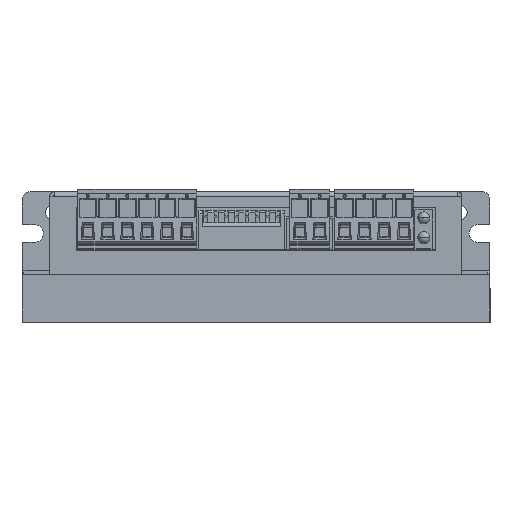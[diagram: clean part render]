
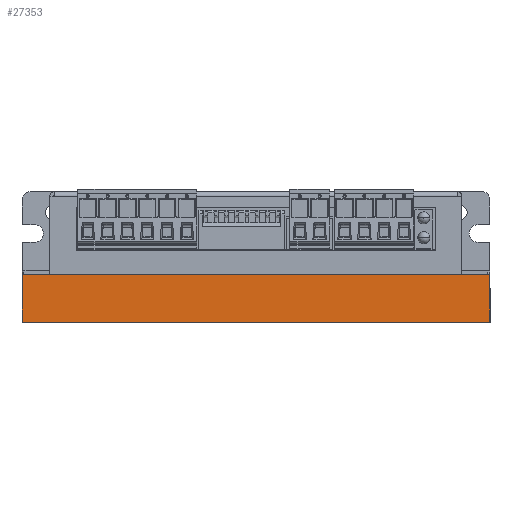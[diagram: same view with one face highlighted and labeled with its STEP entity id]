
A CAD part, top view. The second image highlights one B-rep face of the part: STEP entity #27353.
In plain terms, the highlighted planar face has unit normal (0, 0, 1).
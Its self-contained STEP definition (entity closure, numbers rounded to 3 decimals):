
#5597=DIRECTION('',(-1.,0.,0.));
#5598=VECTOR('',#5597,104.);
#5599=CARTESIAN_POINT('',(51.925,3.5,37.75));
#5600=LINE('',#5599,#5598);
#5601=DIRECTION('',(-1.,0.,0.));
#5602=VECTOR('',#5601,7.075);
#5603=CARTESIAN_POINT('',(59.,3.5,37.75));
#5604=LINE('',#5603,#5602);
#5605=DIRECTION('',(0.,1.,0.));
#5606=VECTOR('',#5605,12.);
#5607=CARTESIAN_POINT('',(59.,-8.5,37.75));
#5608=LINE('',#5607,#5606);
#5609=DIRECTION('',(0.,-1.,0.));
#5610=VECTOR('',#5609,12.);
#5611=CARTESIAN_POINT('',(-59.,3.5,37.75));
#5612=LINE('',#5611,#5610);
#5613=DIRECTION('',(-1.,0.,0.));
#5614=VECTOR('',#5613,6.925);
#5615=CARTESIAN_POINT('',(-52.075,3.5,37.75));
#5616=LINE('',#5615,#5614);
#6943=DIRECTION('',(-1.,0.,0.));
#6944=VECTOR('',#6943,118.);
#6945=CARTESIAN_POINT('',(59.,-8.5,37.75));
#6946=LINE('',#6945,#6944);
#14397=CARTESIAN_POINT('',(-59.,3.5,37.75));
#14398=CARTESIAN_POINT('',(-59.,-8.5,37.75));
#14399=VERTEX_POINT('',#14397);
#14400=VERTEX_POINT('',#14398);
#14699=CARTESIAN_POINT('',(59.,-8.5,37.75));
#14700=VERTEX_POINT('',#14699);
#14701=CARTESIAN_POINT('',(59.,3.5,37.75));
#14702=VERTEX_POINT('',#14701);
#17691=CARTESIAN_POINT('',(51.925,3.5,37.75));
#17693=VERTEX_POINT('',#17691);
#17697=CARTESIAN_POINT('',(-52.075,3.5,37.75));
#17698=VERTEX_POINT('',#17697);
#27338=CARTESIAN_POINT('',(0.,-2.5,37.75));
#27339=DIRECTION('',(0.,0.,1.));
#27340=DIRECTION('',(1.,0.,0.));
#27341=AXIS2_PLACEMENT_3D('',#27338,#27339,#27340);
#27342=PLANE('',#27341);
#27343=ORIENTED_EDGE('',*,*,#27322,.F.);
#27344=ORIENTED_EDGE('',*,*,#24413,.F.);
#27346=ORIENTED_EDGE('',*,*,#27345,.F.);
#27348=ORIENTED_EDGE('',*,*,#27347,.T.);
#27349=ORIENTED_EDGE('',*,*,#24815,.F.);
#27350=ORIENTED_EDGE('',*,*,#24393,.F.);
#27351=EDGE_LOOP('',(#27343,#27344,#27346,#27348,#27349,#27350));
#27352=FACE_OUTER_BOUND('',#27351,.F.);
#27353=ADVANCED_FACE('',(#27352),#27342,.T.);
#24393=EDGE_CURVE('',#17698,#14399,#5616,.T.);
#24413=EDGE_CURVE('',#14702,#17693,#5604,.T.);
#24815=EDGE_CURVE('',#14399,#14400,#5612,.T.);
#27322=EDGE_CURVE('',#17693,#17698,#5600,.T.);
#27345=EDGE_CURVE('',#14700,#14702,#5608,.T.);
#27347=EDGE_CURVE('',#14700,#14400,#6946,.T.);
